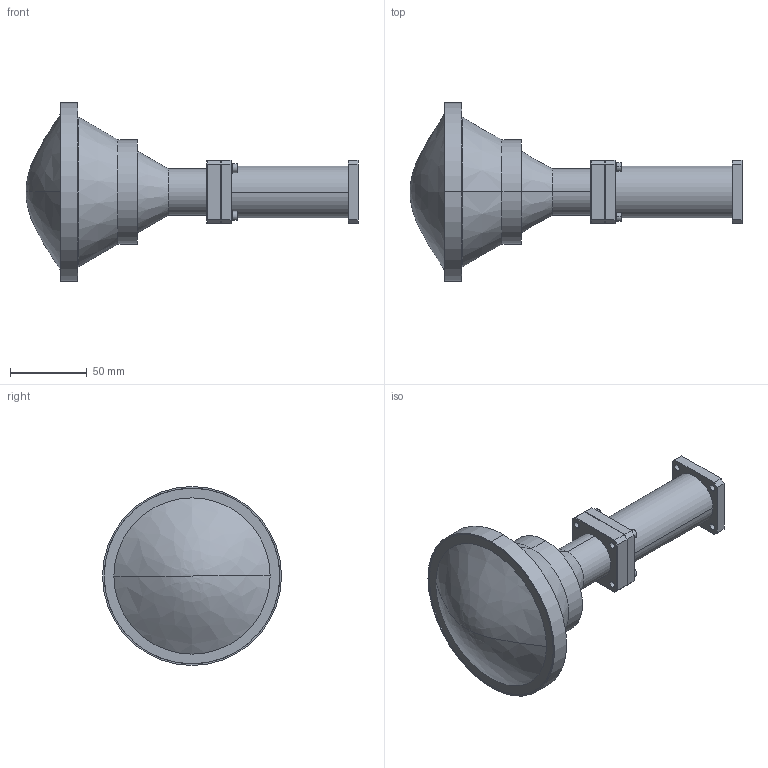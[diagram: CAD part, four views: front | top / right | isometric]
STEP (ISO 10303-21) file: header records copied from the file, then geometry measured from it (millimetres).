
FILE_DESCRIPTION (( 'STEP AP203' ), '1' );
FILE_NAME ('SAQ-103039-90-S1, df.STEP', '2018-01-18T23:03:48', ( '' ), ( '' ), 'SwSTEP 2.0', 'SolidWorks 2016', '' );
FILE_SCHEMA (( 'CONFIG_CONTROL_DESIGN' ));
Length unit declared in the file: inch
Products named in the file (7): PHW-LWXXXX-Y_PHW-LW0603-1; DMAQ-938-402-1; DMAQ-938-101-1; DMWT-90-301-R; SAQ-103039-90-S1, df; DMAQ-938-401-1_Section View; PHW-SCXXXX-Y_PHW-SC0650-1
Assembly tree (12 placements, depth 3):
  SAQ-103039-90-S1, df
    DMAQ-938-101-1
      DMAQ-938-401-1_Section View
      DMAQ-938-402-1
    DMWT-90-301-R
    PHW-LWXXXX-Y_PHW-LW0603-1  x4
    PHW-SCXXXX-Y_PHW-SC0650-1  x4
Bounding box: 215.87 x 116.33 x 116.33 mm (x, y, z)
Volume: 501574.3 mm3; surface area: 81527.7 mm2
Topology: 11 solids, 11 shells, 531 faces, 1374 edges, 873 vertices
Faces by surface type: cylinder 334, plane 115, cone 72, bspline 10
Entity records: 9515 total; most frequent: CARTESIAN_POINT 3275, ORIENTED_EDGE 1152, DIRECTION 1074, EDGE_CURVE 576, AXIS2_PLACEMENT_3D 394, VERTEX_POINT 369, VECTOR 286, LINE 286
